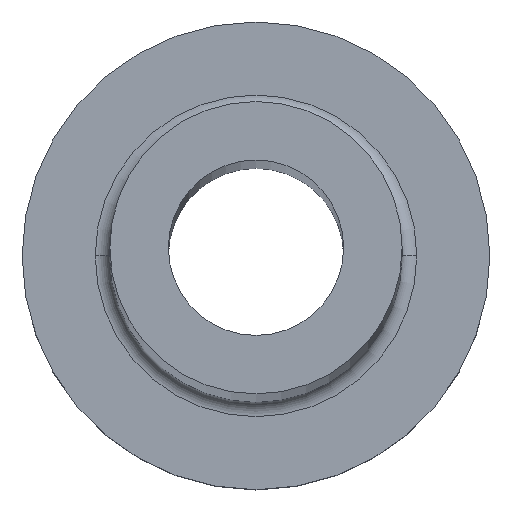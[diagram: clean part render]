
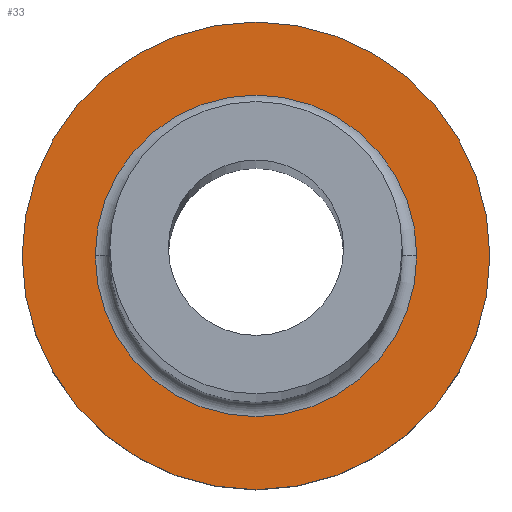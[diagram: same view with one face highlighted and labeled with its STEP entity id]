
A CAD part, top view. The second image highlights one B-rep face of the part: STEP entity #33.
In plain terms, the highlighted planar face has unit normal (0, 0, 1).
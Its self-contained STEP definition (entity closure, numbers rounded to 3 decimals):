
#1 = EDGE_CURVE ( 'NONE', #312, #350, #4, .T. ) ;
#4 = CIRCLE ( 'NONE', #356, 8. ) ;
#11 = ORIENTED_EDGE ( 'NONE', *, *, #1, .T. ) ;
#17 = CARTESIAN_POINT ( 'NONE',  ( 5.5, 0., 5. ) ) ;
#23 = ORIENTED_EDGE ( 'NONE', *, *, #258, .T. ) ;
#30 = DIRECTION ( 'NONE',  ( 0., 0., 1. ) ) ;
#31 = CIRCLE ( 'NONE', #87, 8. ) ;
#33 = ADVANCED_FACE ( 'NONE', ( #60, #175 ), #296, .T. ) ;
#44 = DIRECTION ( 'NONE',  ( 1., 0., 0. ) ) ;
#60 = FACE_BOUND ( 'NONE', #215, .T. ) ;
#78 = CARTESIAN_POINT ( 'NONE',  ( -5.5, 0., 5. ) ) ;
#83 = DIRECTION ( 'NONE',  ( 1., 0., 0. ) ) ;
#87 = AXIS2_PLACEMENT_3D ( 'NONE', #158, #134, #44 ) ;
#107 = VERTEX_POINT ( 'NONE', #17 ) ;
#123 = AXIS2_PLACEMENT_3D ( 'NONE', #212, #272, #132 ) ;
#132 = DIRECTION ( 'NONE',  ( 1., 0., 0. ) ) ;
#134 = DIRECTION ( 'NONE',  ( 0., 0., 1. ) ) ;
#141 = CARTESIAN_POINT ( 'NONE',  ( -8., 0., 5. ) ) ;
#154 = DIRECTION ( 'NONE',  ( 1., 0., 0. ) ) ;
#158 = CARTESIAN_POINT ( 'NONE',  ( 0., 0., 5. ) ) ;
#159 = DIRECTION ( 'NONE',  ( 0., 0., -1. ) ) ;
#167 = ORIENTED_EDGE ( 'NONE', *, *, #241, .T. ) ;
#170 = EDGE_LOOP ( 'NONE', ( #23, #11 ) ) ;
#175 = FACE_OUTER_BOUND ( 'NONE', #170, .T. ) ;
#179 = CARTESIAN_POINT ( 'NONE',  ( 0., 0., 5. ) ) ;
#190 = DIRECTION ( 'NONE',  ( 1., 0., 0. ) ) ;
#195 = CIRCLE ( 'NONE', #123, 5.5 ) ;
#212 = CARTESIAN_POINT ( 'NONE',  ( 0., 0., 5. ) ) ;
#215 = EDGE_LOOP ( 'NONE', ( #167, #371 ) ) ;
#223 = CARTESIAN_POINT ( 'NONE',  ( 8., 0., 5. ) ) ;
#231 = AXIS2_PLACEMENT_3D ( 'NONE', #179, #30, #154 ) ;
#237 = CIRCLE ( 'NONE', #301, 5.5 ) ;
#241 = EDGE_CURVE ( 'NONE', #107, #320, #195, .T. ) ;
#258 = EDGE_CURVE ( 'NONE', #350, #312, #31, .T. ) ;
#269 = DIRECTION ( 'NONE',  ( 0., 0., 1. ) ) ;
#272 = DIRECTION ( 'NONE',  ( 0., 0., -1. ) ) ;
#290 = EDGE_CURVE ( 'NONE', #320, #107, #237, .T. ) ;
#292 = CARTESIAN_POINT ( 'NONE',  ( 0., 0., 5. ) ) ;
#296 = PLANE ( 'NONE',  #231 ) ;
#301 = AXIS2_PLACEMENT_3D ( 'NONE', #342, #159, #190 ) ;
#312 = VERTEX_POINT ( 'NONE', #223 ) ;
#320 = VERTEX_POINT ( 'NONE', #78 ) ;
#342 = CARTESIAN_POINT ( 'NONE',  ( 0., 0., 5. ) ) ;
#350 = VERTEX_POINT ( 'NONE', #141 ) ;
#356 = AXIS2_PLACEMENT_3D ( 'NONE', #292, #269, #83 ) ;
#371 = ORIENTED_EDGE ( 'NONE', *, *, #290, .T. ) ;
